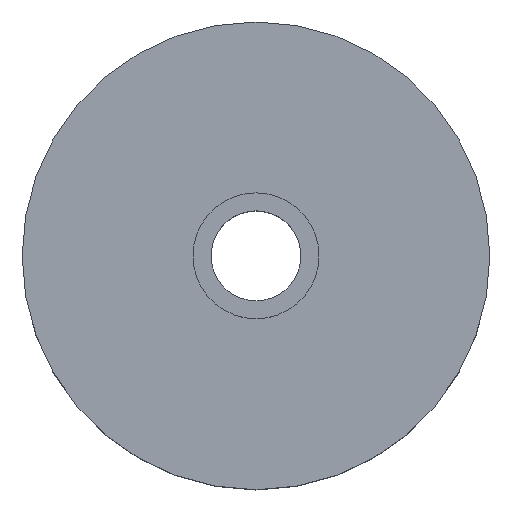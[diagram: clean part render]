
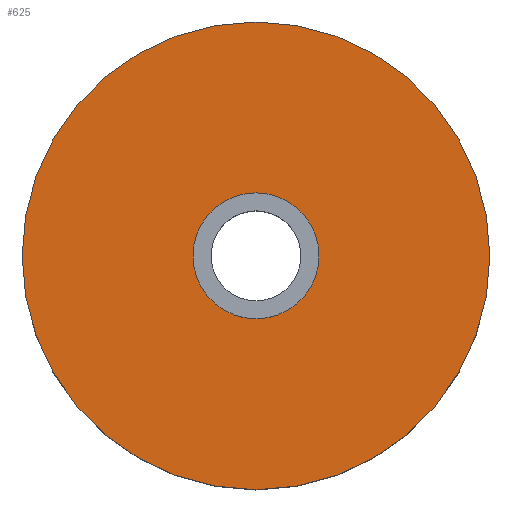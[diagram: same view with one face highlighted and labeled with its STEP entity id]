
A CAD part, top view. The second image highlights one B-rep face of the part: STEP entity #625.
In plain terms, the highlighted planar face has unit normal (0, 0, 1).
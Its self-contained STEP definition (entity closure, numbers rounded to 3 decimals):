
#21 = CARTESIAN_POINT ( 'NONE',  ( 7., 0., 18. ) ) ;
#44 = CARTESIAN_POINT ( 'NONE',  ( 0., 0., 18. ) ) ;
#47 = DIRECTION ( 'NONE',  ( 0., 0., 1. ) ) ;
#67 = CARTESIAN_POINT ( 'NONE',  ( 0., 0., 18. ) ) ;
#73 = VERTEX_POINT ( 'NONE', #327 ) ;
#85 = EDGE_CURVE ( 'NONE', #541, #375, #256, .T. ) ;
#92 = EDGE_LOOP ( 'NONE', ( #260, #311 ) ) ;
#96 = AXIS2_PLACEMENT_3D ( 'NONE', #493, #217, #281 ) ;
#150 = FACE_BOUND ( 'NONE', #92, .T. ) ;
#160 = EDGE_CURVE ( 'NONE', #579, #73, #196, .T. ) ;
#188 = CARTESIAN_POINT ( 'NONE',  ( -26., 0., 18. ) ) ;
#190 = DIRECTION ( 'NONE',  ( 1., 0., 0. ) ) ;
#196 = CIRCLE ( 'NONE', #663, 7. ) ;
#206 = AXIS2_PLACEMENT_3D ( 'NONE', #297, #516, #253 ) ;
#217 = DIRECTION ( 'NONE',  ( 0., 0., 1. ) ) ;
#218 = CARTESIAN_POINT ( 'NONE',  ( 0., 0., 18. ) ) ;
#228 = EDGE_LOOP ( 'NONE', ( #614, #658 ) ) ;
#253 = DIRECTION ( 'NONE',  ( 1., 0., 0. ) ) ;
#256 = CIRCLE ( 'NONE', #684, 26. ) ;
#260 = ORIENTED_EDGE ( 'NONE', *, *, #160, .F. ) ;
#269 = CIRCLE ( 'NONE', #96, 26. ) ;
#281 = DIRECTION ( 'NONE',  ( 1., 0., 0. ) ) ;
#297 = CARTESIAN_POINT ( 'NONE',  ( 0., 0., 18. ) ) ;
#311 = ORIENTED_EDGE ( 'NONE', *, *, #570, .F. ) ;
#327 = CARTESIAN_POINT ( 'NONE',  ( -7., 0., 18. ) ) ;
#375 = VERTEX_POINT ( 'NONE', #188 ) ;
#381 = DIRECTION ( 'NONE',  ( 1., 0., 0. ) ) ;
#419 = DIRECTION ( 'NONE',  ( 0., 0., 1. ) ) ;
#482 = EDGE_CURVE ( 'NONE', #375, #541, #269, .T. ) ;
#493 = CARTESIAN_POINT ( 'NONE',  ( 0., 0., 18. ) ) ;
#516 = DIRECTION ( 'NONE',  ( 0., 0., 1. ) ) ;
#541 = VERTEX_POINT ( 'NONE', #609 ) ;
#570 = EDGE_CURVE ( 'NONE', #73, #579, #646, .T. ) ;
#579 = VERTEX_POINT ( 'NONE', #21 ) ;
#580 = FACE_OUTER_BOUND ( 'NONE', #228, .T. ) ;
#587 = PLANE ( 'NONE',  #206 ) ;
#609 = CARTESIAN_POINT ( 'NONE',  ( 26., 0., 18. ) ) ;
#614 = ORIENTED_EDGE ( 'NONE', *, *, #482, .T. ) ;
#625 = ADVANCED_FACE ( 'NONE', ( #150, #580 ), #587, .T. ) ;
#646 = CIRCLE ( 'NONE', #648, 7. ) ;
#648 = AXIS2_PLACEMENT_3D ( 'NONE', #67, #419, #190 ) ;
#658 = ORIENTED_EDGE ( 'NONE', *, *, #85, .T. ) ;
#663 = AXIS2_PLACEMENT_3D ( 'NONE', #44, #47, #721 ) ;
#664 = DIRECTION ( 'NONE',  ( 0., 0., 1. ) ) ;
#684 = AXIS2_PLACEMENT_3D ( 'NONE', #218, #664, #381 ) ;
#721 = DIRECTION ( 'NONE',  ( 1., 0., 0. ) ) ;
